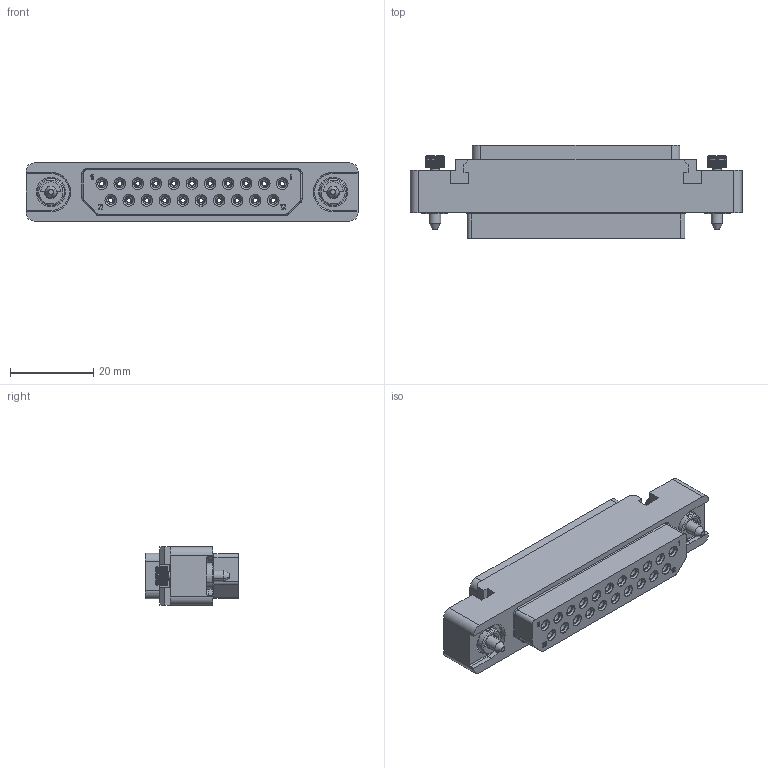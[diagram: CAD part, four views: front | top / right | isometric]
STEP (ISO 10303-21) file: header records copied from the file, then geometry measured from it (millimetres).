
FILE_DESCRIPTION((''),'2;1');
FILE_NAME('1900ND04S1A00A','2019-10-29T',('presta_be4'),(''),'CREO PARAMETRIC BY PTC INC, 2018360','CREO PARAMETRIC BY PTC INC, 2018360','');
FILE_SCHEMA(('CONFIG_CONTROL_DESIGN'));
Products named in the file (1): 1900ND04S1A00A
Bounding box: 80 x 22.57 x 14 mm (x, y, z)
Volume: 12960.6 mm3; surface area: 12392.4 mm2
Topology: 3 solids, 3 shells, 2249 faces, 5308 edges, 3208 vertices
Faces by surface type: plane 717, cylinder 628, torus 540, cone 330, extrusion 28, bspline 6
Entity records: 72185 total; most frequent: CARTESIAN_POINT 19206, DIRECTION 11866, ORIENTED_EDGE 10608, EDGE_CURVE 5304, AXIS2_PLACEMENT_3D 4719, VERTEX_POINT 3208, CIRCLE 2504, EDGE_LOOP 2486
